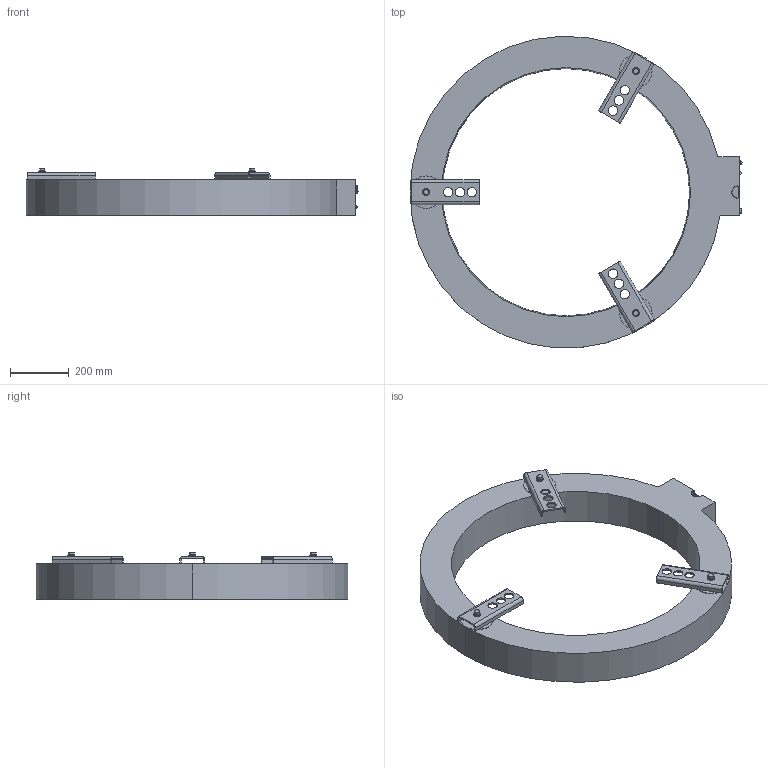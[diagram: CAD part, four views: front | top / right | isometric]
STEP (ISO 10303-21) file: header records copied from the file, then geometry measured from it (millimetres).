
FILE_DESCRIPTION (( 'STEP AP203' ), '1' );
FILE_NAME ('畟-220-IX.STEP', '2022-08-02T04:06:06', ( '' ), ( '' ), 'SwSTEP 2.0', 'SolidWorks 2010', '' );
FILE_SCHEMA (( 'CONFIG_CONTROL_DESIGN' ));
Length unit declared in the file: millimetre
Products named in the file (1): 畟-220-IX
Bounding box: 1128.12 x 1058.26 x 158 mm (x, y, z)
Surface area: 1651625.9 mm2 (no closed solid volume)
Topology: 0 solids, 39 shells, 229 faces, 750 edges, 544 vertices
Faces by surface type: plane 124, cylinder 69, sphere 18, cone 12, bspline 3, torus 3
Entity records: 8722 total; most frequent: CARTESIAN_POINT 1977, DIRECTION 1507, ORIENTED_EDGE 1141, EDGE_CURVE 750, AXIS2_PLACEMENT_3D 592, VERTEX_POINT 544, CIRCLE 365, VECTOR 323
